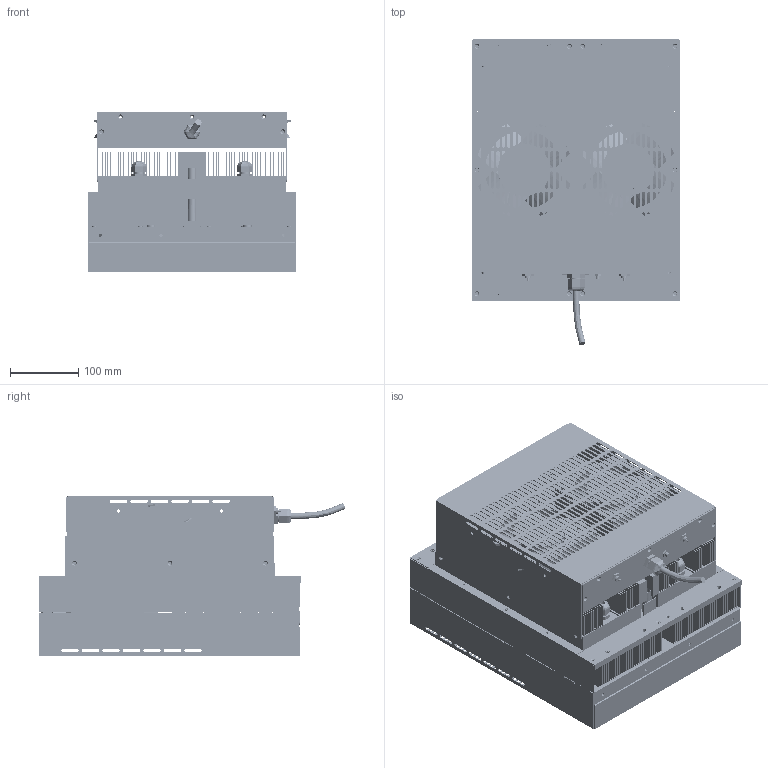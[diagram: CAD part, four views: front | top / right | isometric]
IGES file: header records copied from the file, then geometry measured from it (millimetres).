
Start section: SolidWorks IGES file using analytic representation for surfaces
Global section: file name: ahp-1501.IGS; native system: SolidWorks 2016; preprocessor: SolidWorks 2016; author: Afshin; date: 160510.151151; units: inch
Bounding box: 304.55 x 448.05 x 233.58 mm (x, y, z)
Surface area: 5525096.8 mm2 (no closed solid volume)
Topology: 0 solids, 0 shells, 5755 faces, 72585 edges, 72579 vertices
Faces by surface type: bspline 3447, revolution 2308
